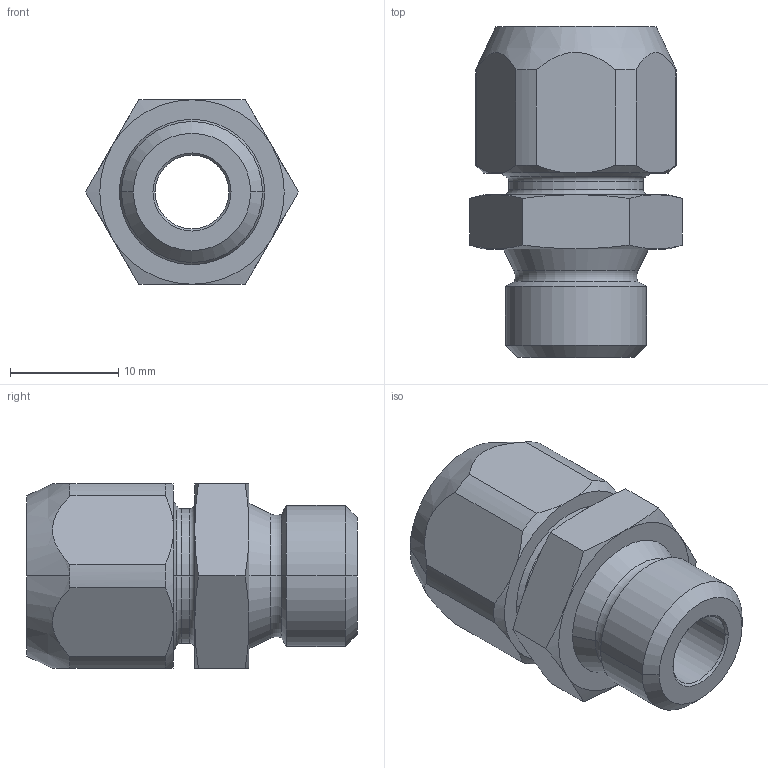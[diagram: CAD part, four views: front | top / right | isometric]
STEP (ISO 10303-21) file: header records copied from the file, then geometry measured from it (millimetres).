
FILE_DESCRIPTION((''),'2;1');
FILE_NAME('360030B_151X4-10-8-1-4','2012-01-04T',('avs326'),(''),'PRO/ENGINEER BY PARAMETRIC TECHNOLOGY CORPORATION, 2010430','PRO/ENGINEER BY PARAMETRIC TECHNOLOGY CORPORATION, 2010430','');
FILE_SCHEMA(('CONFIG_CONTROL_DESIGN'));
Length unit declared in the file: millimetre
Products named in the file (1): 360030B_151X4-10-8-1-4
Bounding box: 19.63 x 30.5 x 17 mm (x, y, z)
Volume: 4504.9 mm3; surface area: 3124.7 mm2
Topology: 1 solids, 1 shells, 75 faces, 172 edges, 104 vertices
Faces by surface type: cone 30, plane 19, cylinder 16, torus 10
Entity records: 2273 total; most frequent: CARTESIAN_POINT 552, DIRECTION 364, ORIENTED_EDGE 344, EDGE_CURVE 172, AXIS2_PLACEMENT_3D 159, VERTEX_POINT 104, CIRCLE 84, EDGE_LOOP 82
